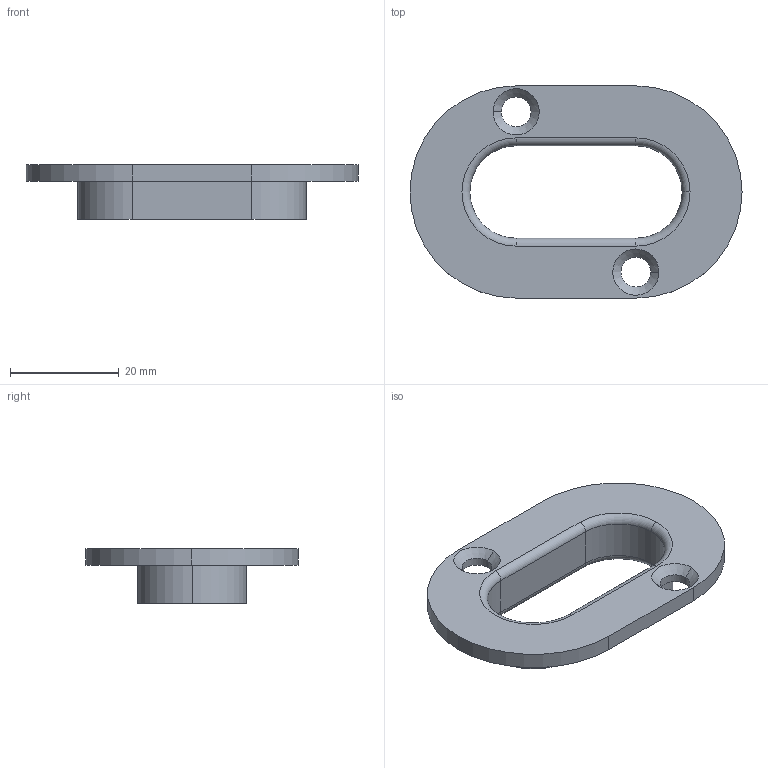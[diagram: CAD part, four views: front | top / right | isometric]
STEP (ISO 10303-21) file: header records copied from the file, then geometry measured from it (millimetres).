
FILE_DESCRIPTION (( 'STEP AP214' ), '1' );
FILE_NAME ('Zascitna plastika lajtnge2 Marex42 3D print 4x.STEP', '2024-04-15T09:35:58', ( 'Modicmetal' ), ( '' ), 'SwSTEP 2.0', 'SolidWorks 2021', '' );
FILE_SCHEMA (( 'AUTOMOTIVE_DESIGN' ));
Length unit declared in the file: millimetre
Products named in the file (1): Zascitna plastika lajtnge2 Marex42 3D print 4x
Bounding box: 61 x 39 x 10 mm (x, y, z)
Volume: 5148.9 mm3; surface area: 4989.4 mm2
Topology: 1 solids, 1 shells, 36 faces, 87 edges, 54 vertices
Faces by surface type: cylinder 17, plane 9, torus 6, cone 4
Entity records: 1109 total; most frequent: DIRECTION 209, CARTESIAN_POINT 178, ORIENTED_EDGE 174, EDGE_CURVE 87, AXIS2_PLACEMENT_3D 85, VERTEX_POINT 54, CIRCLE 48, EDGE_LOOP 43
